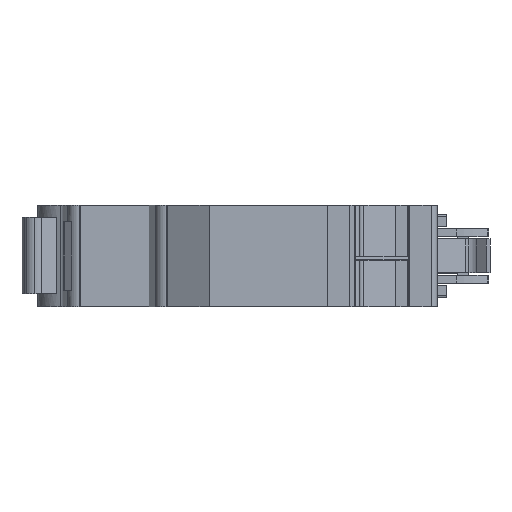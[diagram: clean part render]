
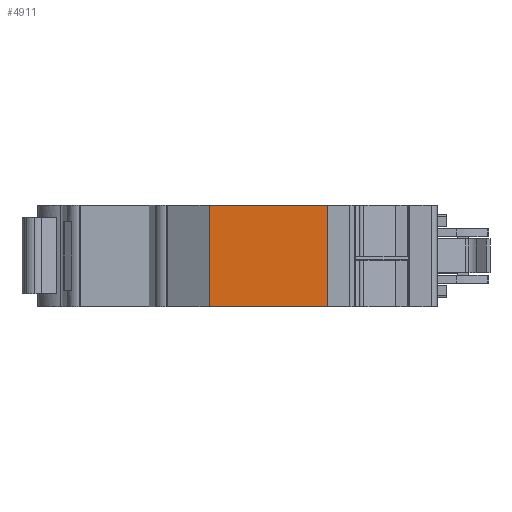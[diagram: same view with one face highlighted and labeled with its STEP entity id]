
A CAD part, left-side view. The second image highlights one B-rep face of the part: STEP entity #4911.
In plain terms, the highlighted planar face has unit normal (-1, 0, 0).
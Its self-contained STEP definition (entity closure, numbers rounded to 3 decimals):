
#637 = CARTESIAN_POINT ( 'NONE',  ( -46.7, -44.25, -131.125 ) ) ;
#683 = CARTESIAN_POINT ( 'NONE',  ( -46.7, -43.674, -131.125 ) ) ;
#757 = VECTOR ( 'NONE', #994, 1000. ) ;
#955 = DIRECTION ( 'NONE',  ( 0., -1., 0. ) ) ;
#994 = DIRECTION ( 'NONE',  ( 0., 0., 1. ) ) ;
#1291 = VERTEX_POINT ( 'NONE', #3131 ) ;
#1332 = CARTESIAN_POINT ( 'NONE',  ( -46.7, -23.503, 0. ) ) ;
#2115 = CARTESIAN_POINT ( 'NONE',  ( -46.7, -23.503, -131.125 ) ) ;
#2227 = VERTEX_POINT ( 'NONE', #1332 ) ;
#2554 = CARTESIAN_POINT ( 'NONE',  ( -46.7, -44.25, -17.8 ) ) ;
#2684 = FACE_OUTER_BOUND ( 'NONE', #6542, .T. ) ;
#2723 = VERTEX_POINT ( 'NONE', #6799 ) ;
#2787 = PLANE ( 'NONE',  #3762 ) ;
#2834 = CARTESIAN_POINT ( 'NONE',  ( -46.7, -43.674, 0. ) ) ;
#3037 = EDGE_CURVE ( 'NONE', #6166, #1291, #6856, .T. ) ;
#3047 = EDGE_CURVE ( 'NONE', #2227, #1291, #4494, .T. ) ;
#3048 = VECTOR ( 'NONE', #3383, 1000. ) ;
#3131 = CARTESIAN_POINT ( 'NONE',  ( -46.7, -44.25, 0. ) ) ;
#3174 = LINE ( 'NONE', #2115, #757 ) ;
#3362 = DIRECTION ( 'NONE',  ( 0., -1., 0. ) ) ;
#3383 = DIRECTION ( 'NONE',  ( 0., 0., 1. ) ) ;
#3467 = ORIENTED_EDGE ( 'NONE', *, *, #5671, .F. ) ;
#3762 = AXIS2_PLACEMENT_3D ( 'NONE', #683, #4526, #3904 ) ;
#3904 = DIRECTION ( 'NONE',  ( 0., 0., 1. ) ) ;
#4070 = ORIENTED_EDGE ( 'NONE', *, *, #3047, .F. ) ;
#4494 = LINE ( 'NONE', #2834, #6775 ) ;
#4526 = DIRECTION ( 'NONE',  ( -1., 0., 0. ) ) ;
#4911 = ADVANCED_FACE ( 'NONE', ( #2684 ), #2787, .T. ) ;
#5195 = EDGE_CURVE ( 'NONE', #2723, #6166, #6146, .T. ) ;
#5671 = EDGE_CURVE ( 'NONE', #2723, #2227, #3174, .T. ) ;
#5779 = ORIENTED_EDGE ( 'NONE', *, *, #5195, .T. ) ;
#6146 = LINE ( 'NONE', #6815, #6324 ) ;
#6166 = VERTEX_POINT ( 'NONE', #2554 ) ;
#6324 = VECTOR ( 'NONE', #955, 1000. ) ;
#6421 = ORIENTED_EDGE ( 'NONE', *, *, #3037, .T. ) ;
#6542 = EDGE_LOOP ( 'NONE', ( #3467, #5779, #6421, #4070 ) ) ;
#6775 = VECTOR ( 'NONE', #3362, 1000. ) ;
#6799 = CARTESIAN_POINT ( 'NONE',  ( -46.7, -23.503, -17.8 ) ) ;
#6815 = CARTESIAN_POINT ( 'NONE',  ( -46.7, -43.674, -17.8 ) ) ;
#6856 = LINE ( 'NONE', #637, #3048 ) ;
